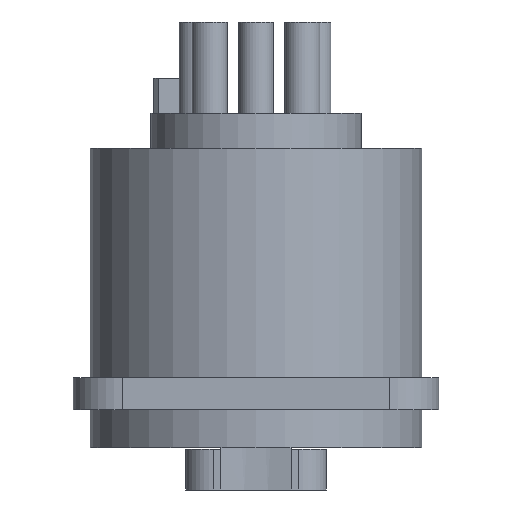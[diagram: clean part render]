
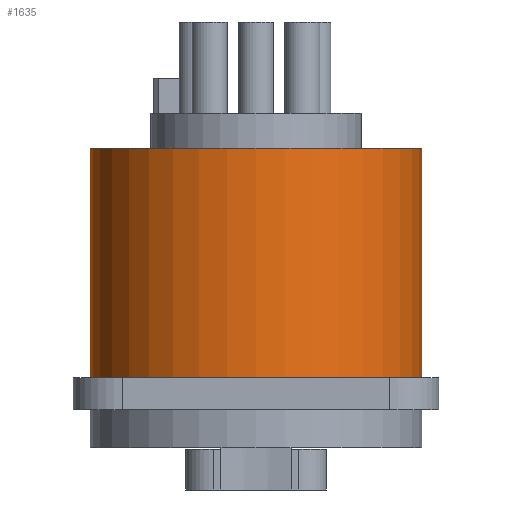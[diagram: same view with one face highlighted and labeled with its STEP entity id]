
A CAD part, front view. The second image highlights one B-rep face of the part: STEP entity #1635.
In plain terms, the highlighted cylindrical face has radius 11.8 mm (diameter 23.6 mm), a partial arc.
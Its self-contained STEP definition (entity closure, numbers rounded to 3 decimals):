
#161=CARTESIAN_POINT('',(0.,0.,2.3));
#162=DIRECTION('',(0.,0.,-1.));
#163=DIRECTION('',(1.,0.,0.));
#164=AXIS2_PLACEMENT_3D('',#161,#162,#163);
#218=DIRECTION('',(0.,0.,-1.));
#219=VECTOR('',#218,16.3);
#220=CARTESIAN_POINT('',(-11.8,0.,18.6));
#221=LINE('',#220,#219);
#234=DIRECTION('',(0.,0.,-1.));
#235=VECTOR('',#234,16.3);
#236=CARTESIAN_POINT('',(11.8,0.,18.6));
#237=LINE('',#236,#235);
#627=CARTESIAN_POINT('',(0.,0.,18.6));
#628=DIRECTION('',(0.,0.,-1.));
#629=DIRECTION('',(1.,0.,0.));
#630=AXIS2_PLACEMENT_3D('',#627,#628,#629);
#1024=CARTESIAN_POINT('',(-11.8,0.,18.6));
#1025=CARTESIAN_POINT('',(11.8,0.,18.6));
#1026=VERTEX_POINT('',#1024);
#1027=VERTEX_POINT('',#1025);
#1036=CARTESIAN_POINT('',(-11.8,0.,2.3));
#1037=VERTEX_POINT('',#1036);
#1038=CARTESIAN_POINT('',(11.8,0.,2.3));
#1039=VERTEX_POINT('',#1038);
#1623=CARTESIAN_POINT('',(0.,0.,18.6));
#1624=DIRECTION('',(0.,0.,-1.));
#1625=DIRECTION('',(-1.,0.,0.));
#1626=AXIS2_PLACEMENT_3D('',#1623,#1624,#1625);
#1627=CYLINDRICAL_SURFACE('',#1626,11.8);
#1628=ORIENTED_EDGE('',*,*,#1577,.F.);
#1630=ORIENTED_EDGE('',*,*,#1629,.F.);
#1631=ORIENTED_EDGE('',*,*,#1580,.T.);
#1632=ORIENTED_EDGE('',*,*,#1459,.T.);
#1633=EDGE_LOOP('',(#1628,#1630,#1631,#1632));
#1634=FACE_OUTER_BOUND('',#1633,.F.);
#1635=ADVANCED_FACE('',(#1634),#1627,.T.);
#165=CIRCLE('',#164,11.8);
#631=CIRCLE('',#630,11.8);
#1459=EDGE_CURVE('',#1039,#1037,#165,.T.);
#1577=EDGE_CURVE('',#1026,#1037,#221,.T.);
#1580=EDGE_CURVE('',#1027,#1039,#237,.T.);
#1629=EDGE_CURVE('',#1027,#1026,#631,.T.);
